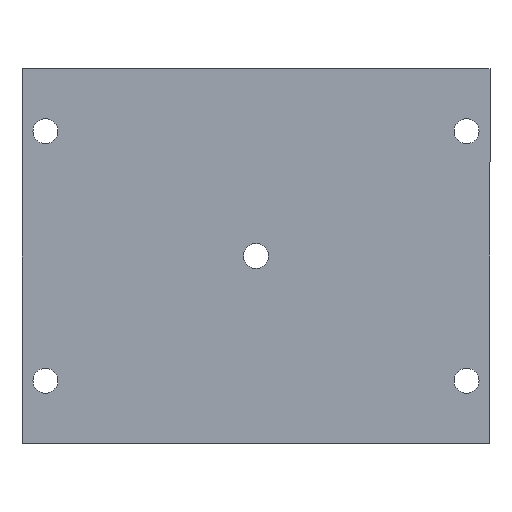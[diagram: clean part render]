
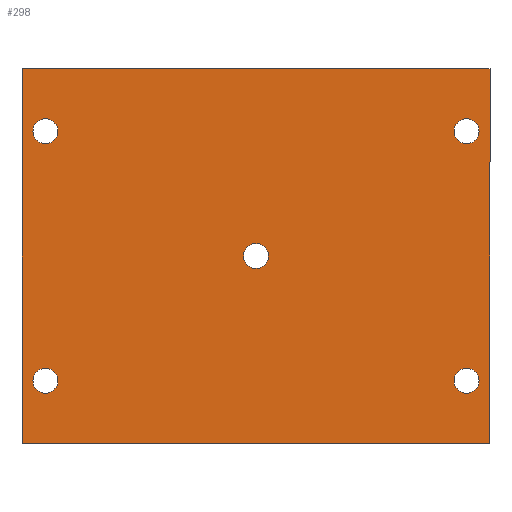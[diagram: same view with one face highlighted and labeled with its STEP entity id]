
A CAD part, front view. The second image highlights one B-rep face of the part: STEP entity #298.
In plain terms, the highlighted planar face has unit normal (0, -1, 0).
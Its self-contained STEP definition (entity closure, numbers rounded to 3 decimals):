
#4 = VERTEX_POINT ( 'NONE', #3464 ) ;
#19 = DIRECTION ( 'NONE',  ( 0., 1., 0. ) ) ;
#55 = ORIENTED_EDGE ( 'NONE', *, *, #3409, .T. ) ;
#65 = CARTESIAN_POINT ( 'NONE',  ( 37.5, 0., -30. ) ) ;
#108 = DIRECTION ( 'NONE',  ( 0., 0., 1. ) ) ;
#115 = CARTESIAN_POINT ( 'NONE',  ( -33.75, 0., -20. ) ) ;
#121 = CARTESIAN_POINT ( 'NONE',  ( 0., 0., 0. ) ) ;
#128 = VERTEX_POINT ( 'NONE', #564 ) ;
#137 = FACE_BOUND ( 'NONE', #3411, .T. ) ;
#157 = CARTESIAN_POINT ( 'NONE',  ( 33.75, 0., 18. ) ) ;
#158 = DIRECTION ( 'NONE',  ( 0., 1., 0. ) ) ;
#174 = DIRECTION ( 'NONE',  ( 0., -1., 0. ) ) ;
#188 = AXIS2_PLACEMENT_3D ( 'NONE', #221, #2913, #2933 ) ;
#221 = CARTESIAN_POINT ( 'NONE',  ( -33.75, 0., 20. ) ) ;
#256 = CARTESIAN_POINT ( 'NONE',  ( 33.75, 0., -18. ) ) ;
#298 = ADVANCED_FACE ( 'NONE', ( #661, #2863, #2845, #137, #645, #2826 ), #1258, .T. ) ;
#335 = EDGE_CURVE ( 'NONE', #128, #3250, #1827, .T. ) ;
#353 = VECTOR ( 'NONE', #3414, 1000. ) ;
#410 = ORIENTED_EDGE ( 'NONE', *, *, #2621, .T. ) ;
#448 = EDGE_CURVE ( 'NONE', #2750, #2281, #3481, .T. ) ;
#461 = LINE ( 'NONE', #1246, #353 ) ;
#465 = AXIS2_PLACEMENT_3D ( 'NONE', #1673, #2566, #1988 ) ;
#467 = CARTESIAN_POINT ( 'NONE',  ( 33.75, 0., -20. ) ) ;
#480 = DIRECTION ( 'NONE',  ( 0., 1., 0. ) ) ;
#564 = CARTESIAN_POINT ( 'NONE',  ( 33.75, 0., -22. ) ) ;
#630 = ORIENTED_EDGE ( 'NONE', *, *, #335, .T. ) ;
#645 = FACE_BOUND ( 'NONE', #1534, .T. ) ;
#661 = FACE_BOUND ( 'NONE', #1348, .T. ) ;
#663 = AXIS2_PLACEMENT_3D ( 'NONE', #2309, #2344, #1761 ) ;
#728 = DIRECTION ( 'NONE',  ( 0., 0., 1. ) ) ;
#901 = CIRCLE ( 'NONE', #2473, 2. ) ;
#916 = CIRCLE ( 'NONE', #2265, 2. ) ;
#925 = DIRECTION ( 'NONE',  ( 0., 0., 1. ) ) ;
#951 = CARTESIAN_POINT ( 'NONE',  ( -33.75, 0., 18. ) ) ;
#970 = VERTEX_POINT ( 'NONE', #65 ) ;
#985 = DIRECTION ( 'NONE',  ( 0., 1., 0. ) ) ;
#996 = EDGE_CURVE ( 'NONE', #1883, #2937, #901, .T. ) ;
#1075 = ORIENTED_EDGE ( 'NONE', *, *, #1384, .T. ) ;
#1184 = DIRECTION ( 'NONE',  ( 0., 0., -1. ) ) ;
#1220 = VERTEX_POINT ( 'NONE', #2408 ) ;
#1246 = CARTESIAN_POINT ( 'NONE',  ( 37.5, 0., 30. ) ) ;
#1258 = PLANE ( 'NONE',  #1436 ) ;
#1289 = DIRECTION ( 'NONE',  ( -1., 0., 0. ) ) ;
#1291 = DIRECTION ( 'NONE',  ( 0., 0., 1. ) ) ;
#1348 = EDGE_LOOP ( 'NONE', ( #55, #410 ) ) ;
#1384 = EDGE_CURVE ( 'NONE', #4, #2585, #3340, .T. ) ;
#1390 = EDGE_CURVE ( 'NONE', #970, #2750, #2396, .T. ) ;
#1394 = ORIENTED_EDGE ( 'NONE', *, *, #1650, .T. ) ;
#1395 = CIRCLE ( 'NONE', #2185, 2. ) ;
#1413 = EDGE_CURVE ( 'NONE', #2937, #1883, #2373, .T. ) ;
#1415 = DIRECTION ( 'NONE',  ( 0., 0., 1. ) ) ;
#1436 = AXIS2_PLACEMENT_3D ( 'NONE', #121, #174, #1184 ) ;
#1525 = VERTEX_POINT ( 'NONE', #3166 ) ;
#1534 = EDGE_LOOP ( 'NONE', ( #2002, #1625 ) ) ;
#1576 = CARTESIAN_POINT ( 'NONE',  ( 37.5, 0., -30. ) ) ;
#1592 = CARTESIAN_POINT ( 'NONE',  ( 37.5, 0., -30. ) ) ;
#1597 = EDGE_LOOP ( 'NONE', ( #2569, #630 ) ) ;
#1625 = ORIENTED_EDGE ( 'NONE', *, *, #996, .T. ) ;
#1650 = EDGE_CURVE ( 'NONE', #1525, #3145, #3397, .T. ) ;
#1669 = EDGE_CURVE ( 'NONE', #2281, #1220, #461, .T. ) ;
#1673 = CARTESIAN_POINT ( 'NONE',  ( 33.75, 0., 20. ) ) ;
#1679 = AXIS2_PLACEMENT_3D ( 'NONE', #2357, #480, #1291 ) ;
#1755 = ORIENTED_EDGE ( 'NONE', *, *, #2276, .F. ) ;
#1761 = DIRECTION ( 'NONE',  ( 0., 0., 1. ) ) ;
#1776 = CARTESIAN_POINT ( 'NONE',  ( 0., 0., 2. ) ) ;
#1786 = AXIS2_PLACEMENT_3D ( 'NONE', #1985, #158, #108 ) ;
#1795 = CARTESIAN_POINT ( 'NONE',  ( -37.5, 0., 30. ) ) ;
#1827 = CIRCLE ( 'NONE', #2677, 2. ) ;
#1851 = CARTESIAN_POINT ( 'NONE',  ( -33.75, 0., -22. ) ) ;
#1883 = VERTEX_POINT ( 'NONE', #157 ) ;
#1889 = VECTOR ( 'NONE', #2674, 1000. ) ;
#1958 = CIRCLE ( 'NONE', #663, 2. ) ;
#1985 = CARTESIAN_POINT ( 'NONE',  ( 0., 0., 0. ) ) ;
#1988 = DIRECTION ( 'NONE',  ( 0., 0., 1. ) ) ;
#2002 = ORIENTED_EDGE ( 'NONE', *, *, #1413, .T. ) ;
#2032 = AXIS2_PLACEMENT_3D ( 'NONE', #115, #985, #2325 ) ;
#2052 = EDGE_CURVE ( 'NONE', #3250, #128, #916, .T. ) ;
#2056 = EDGE_LOOP ( 'NONE', ( #1075, #2386 ) ) ;
#2137 = ORIENTED_EDGE ( 'NONE', *, *, #2739, .T. ) ;
#2185 = AXIS2_PLACEMENT_3D ( 'NONE', #3378, #3125, #728 ) ;
#2232 = CIRCLE ( 'NONE', #1786, 2. ) ;
#2265 = AXIS2_PLACEMENT_3D ( 'NONE', #467, #3185, #2628 ) ;
#2276 = EDGE_CURVE ( 'NONE', #1220, #970, #3143, .T. ) ;
#2281 = VERTEX_POINT ( 'NONE', #1795 ) ;
#2309 = CARTESIAN_POINT ( 'NONE',  ( 0., 0., 0. ) ) ;
#2325 = DIRECTION ( 'NONE',  ( 0., 0., 1. ) ) ;
#2338 = ORIENTED_EDGE ( 'NONE', *, *, #1669, .F. ) ;
#2344 = DIRECTION ( 'NONE',  ( 0., 1., 0. ) ) ;
#2357 = CARTESIAN_POINT ( 'NONE',  ( -33.75, 0., -20. ) ) ;
#2367 = CARTESIAN_POINT ( 'NONE',  ( -37.5, 0., -30. ) ) ;
#2373 = CIRCLE ( 'NONE', #465, 2. ) ;
#2380 = CARTESIAN_POINT ( 'NONE',  ( -37.5, 0., -30. ) ) ;
#2386 = ORIENTED_EDGE ( 'NONE', *, *, #2660, .T. ) ;
#2396 = LINE ( 'NONE', #1592, #2950 ) ;
#2408 = CARTESIAN_POINT ( 'NONE',  ( 37.5, 0., 30. ) ) ;
#2442 = CARTESIAN_POINT ( 'NONE',  ( 33.75, 0., 20. ) ) ;
#2473 = AXIS2_PLACEMENT_3D ( 'NONE', #2442, #19, #1415 ) ;
#2493 = ORIENTED_EDGE ( 'NONE', *, *, #448, .F. ) ;
#2528 = VERTEX_POINT ( 'NONE', #2652 ) ;
#2566 = DIRECTION ( 'NONE',  ( 0., 1., 0. ) ) ;
#2569 = ORIENTED_EDGE ( 'NONE', *, *, #2052, .T. ) ;
#2585 = VERTEX_POINT ( 'NONE', #951 ) ;
#2621 = EDGE_CURVE ( 'NONE', #2528, #2662, #1958, .T. ) ;
#2628 = DIRECTION ( 'NONE',  ( 0., 0., 1. ) ) ;
#2652 = CARTESIAN_POINT ( 'NONE',  ( 0., 0., -2. ) ) ;
#2660 = EDGE_CURVE ( 'NONE', #2585, #4, #1395, .T. ) ;
#2662 = VERTEX_POINT ( 'NONE', #1776 ) ;
#2674 = DIRECTION ( 'NONE',  ( 0., 0., 1. ) ) ;
#2677 = AXIS2_PLACEMENT_3D ( 'NONE', #3078, #3366, #925 ) ;
#2739 = EDGE_CURVE ( 'NONE', #3145, #1525, #3207, .T. ) ;
#2750 = VERTEX_POINT ( 'NONE', #2380 ) ;
#2826 = FACE_OUTER_BOUND ( 'NONE', #3355, .T. ) ;
#2845 = FACE_BOUND ( 'NONE', #2056, .T. ) ;
#2863 = FACE_BOUND ( 'NONE', #1597, .T. ) ;
#2913 = DIRECTION ( 'NONE',  ( 0., 1., 0. ) ) ;
#2933 = DIRECTION ( 'NONE',  ( 0., 0., 1. ) ) ;
#2937 = VERTEX_POINT ( 'NONE', #3052 ) ;
#2950 = VECTOR ( 'NONE', #1289, 1000. ) ;
#2958 = DIRECTION ( 'NONE',  ( 0., 0., -1. ) ) ;
#3052 = CARTESIAN_POINT ( 'NONE',  ( 33.75, 0., 22. ) ) ;
#3078 = CARTESIAN_POINT ( 'NONE',  ( 33.75, 0., -20. ) ) ;
#3087 = ORIENTED_EDGE ( 'NONE', *, *, #1390, .F. ) ;
#3125 = DIRECTION ( 'NONE',  ( 0., 1., 0. ) ) ;
#3143 = LINE ( 'NONE', #1576, #3237 ) ;
#3145 = VERTEX_POINT ( 'NONE', #1851 ) ;
#3166 = CARTESIAN_POINT ( 'NONE',  ( -33.75, 0., -18. ) ) ;
#3185 = DIRECTION ( 'NONE',  ( 0., 1., 0. ) ) ;
#3207 = CIRCLE ( 'NONE', #1679, 2. ) ;
#3237 = VECTOR ( 'NONE', #2958, 1000. ) ;
#3250 = VERTEX_POINT ( 'NONE', #256 ) ;
#3340 = CIRCLE ( 'NONE', #188, 2. ) ;
#3355 = EDGE_LOOP ( 'NONE', ( #2493, #3087, #1755, #2338 ) ) ;
#3366 = DIRECTION ( 'NONE',  ( 0., 1., 0. ) ) ;
#3378 = CARTESIAN_POINT ( 'NONE',  ( -33.75, 0., 20. ) ) ;
#3397 = CIRCLE ( 'NONE', #2032, 2. ) ;
#3409 = EDGE_CURVE ( 'NONE', #2662, #2528, #2232, .T. ) ;
#3411 = EDGE_LOOP ( 'NONE', ( #1394, #2137 ) ) ;
#3414 = DIRECTION ( 'NONE',  ( 1., 0., 0. ) ) ;
#3464 = CARTESIAN_POINT ( 'NONE',  ( -33.75, 0., 22. ) ) ;
#3481 = LINE ( 'NONE', #2367, #1889 ) ;
